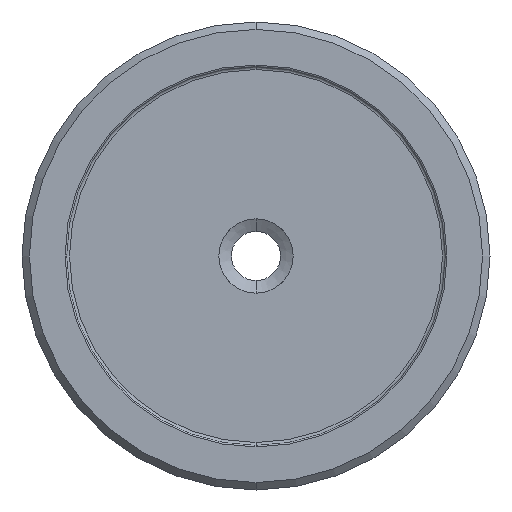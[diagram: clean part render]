
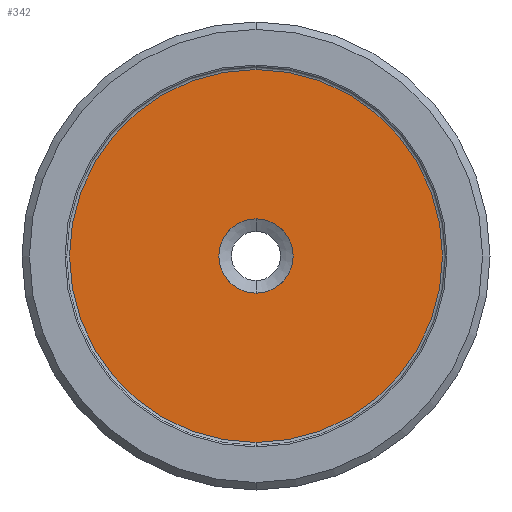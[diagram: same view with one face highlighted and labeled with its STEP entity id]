
A CAD part, front view. The second image highlights one B-rep face of the part: STEP entity #342.
In plain terms, the highlighted planar face has unit normal (0, -1, 0).
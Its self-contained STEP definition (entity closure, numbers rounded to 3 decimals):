
#2 = DIRECTION ( 'NONE',  ( 0., 0., 1. ) ) ;
#12 = ORIENTED_EDGE ( 'NONE', *, *, #344, .T. ) ;
#24 = DIRECTION ( 'NONE',  ( 0., 0., 1. ) ) ;
#37 = CIRCLE ( 'NONE', #1379, 12.55 ) ;
#42 = VERTEX_POINT ( 'NONE', #1065 ) ;
#98 = PLANE ( 'NONE',  #1427 ) ;
#123 = VERTEX_POINT ( 'NONE', #1096 ) ;
#147 = DIRECTION ( 'NONE',  ( 0., 0., -1. ) ) ;
#221 = CARTESIAN_POINT ( 'NONE',  ( 0., 0.5, 0. ) ) ;
#223 = ORIENTED_EDGE ( 'NONE', *, *, #688, .T. ) ;
#236 = DIRECTION ( 'NONE',  ( 0., 1., 0. ) ) ;
#263 = CIRCLE ( 'NONE', #544, 2.5 ) ;
#302 = ORIENTED_EDGE ( 'NONE', *, *, #1344, .T. ) ;
#304 = VERTEX_POINT ( 'NONE', #904 ) ;
#342 = ADVANCED_FACE ( 'NONE', ( #1073, #1484 ), #98, .F. ) ;
#344 = EDGE_CURVE ( 'NONE', #42, #123, #772, .T. ) ;
#383 = DIRECTION ( 'NONE',  ( 0., -1., 0. ) ) ;
#451 = DIRECTION ( 'NONE',  ( 0., 0., -1. ) ) ;
#473 = AXIS2_PLACEMENT_3D ( 'NONE', #221, #1512, #451 ) ;
#536 = CARTESIAN_POINT ( 'NONE',  ( 0., 0.5, 12.55 ) ) ;
#544 = AXIS2_PLACEMENT_3D ( 'NONE', #627, #639, #24 ) ;
#556 = EDGE_LOOP ( 'NONE', ( #223, #12 ) ) ;
#627 = CARTESIAN_POINT ( 'NONE',  ( 0., 0.5, 0. ) ) ;
#639 = DIRECTION ( 'NONE',  ( 0., 1., 0. ) ) ;
#688 = EDGE_CURVE ( 'NONE', #123, #42, #263, .T. ) ;
#727 = AXIS2_PLACEMENT_3D ( 'NONE', #933, #236, #1061 ) ;
#772 = CIRCLE ( 'NONE', #727, 2.5 ) ;
#827 = VERTEX_POINT ( 'NONE', #536 ) ;
#904 = CARTESIAN_POINT ( 'NONE',  ( 0., 0.5, -12.55 ) ) ;
#933 = CARTESIAN_POINT ( 'NONE',  ( 0., 0.5, 0. ) ) ;
#1061 = DIRECTION ( 'NONE',  ( 0., 0., 1. ) ) ;
#1065 = CARTESIAN_POINT ( 'NONE',  ( 0., 0.5, 2.5 ) ) ;
#1073 = FACE_BOUND ( 'NONE', #556, .T. ) ;
#1077 = CARTESIAN_POINT ( 'NONE',  ( 0., 0.5, 0. ) ) ;
#1088 = EDGE_CURVE ( 'NONE', #827, #304, #1325, .T. ) ;
#1096 = CARTESIAN_POINT ( 'NONE',  ( 0., 0.5, -2.5 ) ) ;
#1259 = ORIENTED_EDGE ( 'NONE', *, *, #1088, .T. ) ;
#1294 = DIRECTION ( 'NONE',  ( 0., 1., 0. ) ) ;
#1325 = CIRCLE ( 'NONE', #473, 12.55 ) ;
#1344 = EDGE_CURVE ( 'NONE', #304, #827, #37, .T. ) ;
#1379 = AXIS2_PLACEMENT_3D ( 'NONE', #1077, #383, #147 ) ;
#1411 = CARTESIAN_POINT ( 'NONE',  ( -12.55, 0.5, 0. ) ) ;
#1427 = AXIS2_PLACEMENT_3D ( 'NONE', #1411, #1294, #2 ) ;
#1432 = EDGE_LOOP ( 'NONE', ( #302, #1259 ) ) ;
#1484 = FACE_OUTER_BOUND ( 'NONE', #1432, .T. ) ;
#1512 = DIRECTION ( 'NONE',  ( 0., -1., 0. ) ) ;
